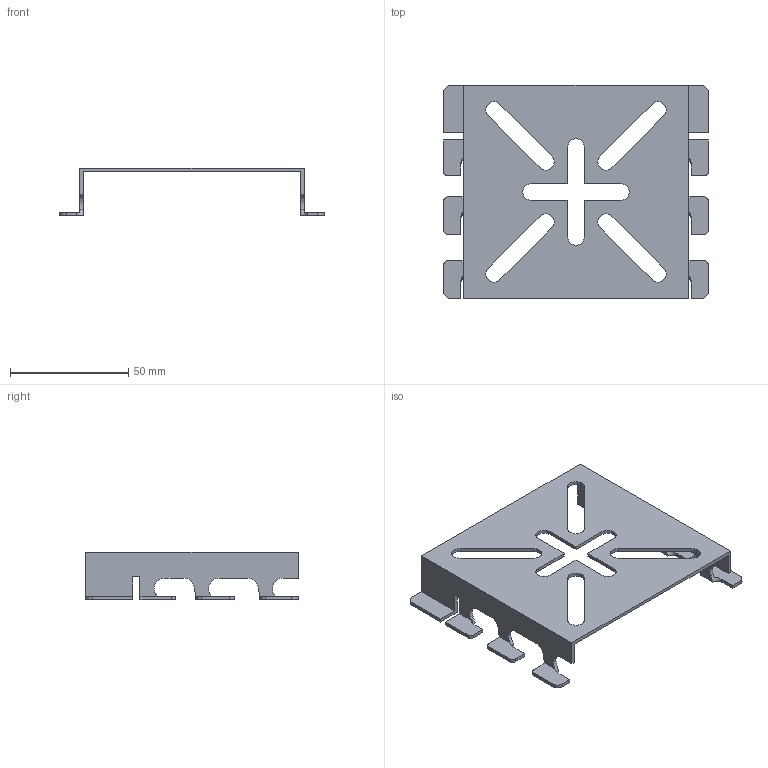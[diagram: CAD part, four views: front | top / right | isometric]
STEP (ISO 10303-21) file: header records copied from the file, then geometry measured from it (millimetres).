
FILE_DESCRIPTION((''),'2;1');
FILE_NAME('6006487','2013-01-15T',('AndreasKeweloh'),(''),'PRO/ENGINEER BY PARAMETRIC TECHNOLOGY CORPORATION, 2012230','PRO/ENGINEER BY PARAMETRIC TECHNOLOGY CORPORATION, 2012230','');
FILE_SCHEMA(('CONFIG_CONTROL_DESIGN'));
Length unit declared in the file: millimetre
Products named in the file (1): 6006487
Bounding box: 112 x 90 x 20 mm (x, y, z)
Volume: 15716.6 mm3; surface area: 22863.4 mm2
Topology: 1 solids, 1 shells, 128 faces, 397 edges, 271 vertices
Faces by surface type: plane 84, cylinder 34, bspline 10
Entity records: 5038 total; most frequent: CARTESIAN_POINT 1465, ORIENTED_EDGE 794, DIRECTION 661, EDGE_CURVE 397, VECTOR 289, LINE 289, VERTEX_POINT 271, AXIS2_PLACEMENT_3D 186
